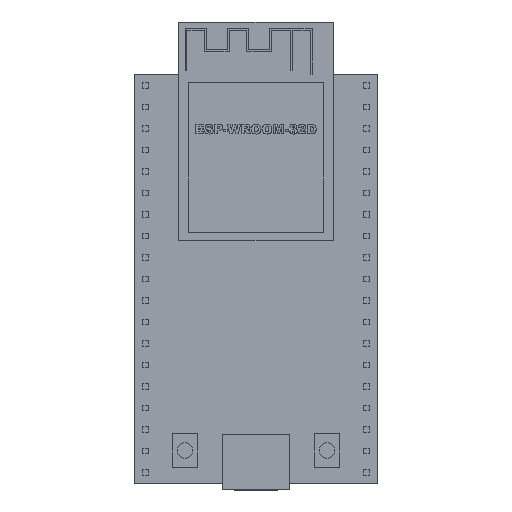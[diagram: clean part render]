
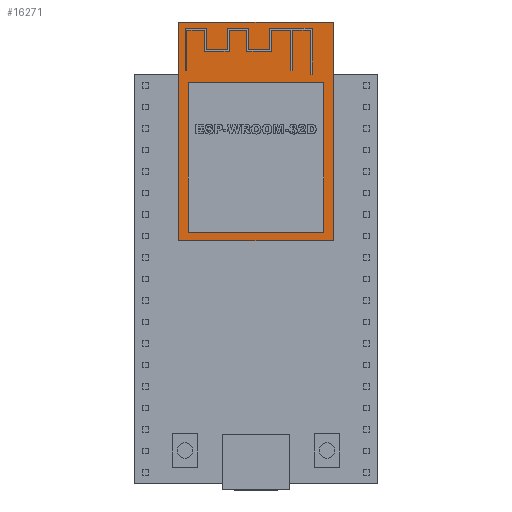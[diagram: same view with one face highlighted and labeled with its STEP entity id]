
A CAD part, top view. The second image highlights one B-rep face of the part: STEP entity #16271.
In plain terms, the highlighted planar face has unit normal (0, 0, 1).
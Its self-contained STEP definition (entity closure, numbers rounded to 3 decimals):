
#585=FACE_BOUND('',#1848,.T.);
#874=FACE_OUTER_BOUND('',#1847,.T.);
#1847=EDGE_LOOP('',(#11738,#11739,#11740,#11741));
#1848=EDGE_LOOP('',(#11742,#11743,#11744,#11745,#11746,#11747,#11748,#11749,
#11750,#11751,#11752,#11753,#11754,#11755,#11756,#11757,#11758,#11759,#11760,
#11761,#11762,#11763,#11764,#11765,#11766,#11767,#11768,#11769));
#3119=LINE('',#22257,#5164);
#3123=LINE('',#22265,#5168);
#3126=LINE('',#22271,#5171);
#3129=LINE('',#22277,#5174);
#3132=LINE('',#22283,#5177);
#3135=LINE('',#22289,#5180);
#3138=LINE('',#22295,#5183);
#3141=LINE('',#22301,#5186);
#3144=LINE('',#22307,#5189);
#3147=LINE('',#22313,#5192);
#3150=LINE('',#22319,#5195);
#3153=LINE('',#22325,#5198);
#3156=LINE('',#22331,#5201);
#3159=LINE('',#22337,#5204);
#3162=LINE('',#22343,#5207);
#3165=LINE('',#22349,#5210);
#3168=LINE('',#22355,#5213);
#3171=LINE('',#22361,#5216);
#3174=LINE('',#22367,#5219);
#3177=LINE('',#22373,#5222);
#3180=LINE('',#22379,#5225);
#3183=LINE('',#22385,#5228);
#3186=LINE('',#22391,#5231);
#3189=LINE('',#22397,#5234);
#3192=LINE('',#22403,#5237);
#3195=LINE('',#22409,#5240);
#3198=LINE('',#22415,#5243);
#3201=LINE('',#22420,#5246);
#3205=LINE('',#22430,#5250);
#3208=LINE('',#22436,#5253);
#3211=LINE('',#22442,#5256);
#3214=LINE('',#22446,#5259);
#5164=VECTOR('',#18545,10.);
#5168=VECTOR('',#18551,10.);
#5171=VECTOR('',#18556,10.);
#5174=VECTOR('',#18561,10.);
#5177=VECTOR('',#18566,10.);
#5180=VECTOR('',#18571,10.);
#5183=VECTOR('',#18576,10.);
#5186=VECTOR('',#18581,10.);
#5189=VECTOR('',#18586,10.);
#5192=VECTOR('',#18591,10.);
#5195=VECTOR('',#18596,10.);
#5198=VECTOR('',#18601,10.);
#5201=VECTOR('',#18606,10.);
#5204=VECTOR('',#18611,10.);
#5207=VECTOR('',#18616,10.);
#5210=VECTOR('',#18621,10.);
#5213=VECTOR('',#18626,10.);
#5216=VECTOR('',#18631,10.);
#5219=VECTOR('',#18636,10.);
#5222=VECTOR('',#18641,10.);
#5225=VECTOR('',#18646,10.);
#5228=VECTOR('',#18651,10.);
#5231=VECTOR('',#18656,10.);
#5234=VECTOR('',#18661,10.);
#5237=VECTOR('',#18666,10.);
#5240=VECTOR('',#18671,10.);
#5243=VECTOR('',#18676,10.);
#5246=VECTOR('',#18681,10.);
#5250=VECTOR('',#18689,10.);
#5253=VECTOR('',#18694,10.);
#5256=VECTOR('',#18699,10.);
#5259=VECTOR('',#18704,10.);
#7053=VERTEX_POINT('',#22255);
#7054=VERTEX_POINT('',#22256);
#7057=VERTEX_POINT('',#22264);
#7059=VERTEX_POINT('',#22270);
#7061=VERTEX_POINT('',#22276);
#7063=VERTEX_POINT('',#22282);
#7065=VERTEX_POINT('',#22288);
#7067=VERTEX_POINT('',#22294);
#7069=VERTEX_POINT('',#22300);
#7071=VERTEX_POINT('',#22306);
#7073=VERTEX_POINT('',#22312);
#7075=VERTEX_POINT('',#22318);
#7077=VERTEX_POINT('',#22324);
#7079=VERTEX_POINT('',#22330);
#7081=VERTEX_POINT('',#22336);
#7083=VERTEX_POINT('',#22342);
#7085=VERTEX_POINT('',#22348);
#7087=VERTEX_POINT('',#22354);
#7089=VERTEX_POINT('',#22360);
#7091=VERTEX_POINT('',#22366);
#7093=VERTEX_POINT('',#22372);
#7095=VERTEX_POINT('',#22378);
#7097=VERTEX_POINT('',#22384);
#7099=VERTEX_POINT('',#22390);
#7101=VERTEX_POINT('',#22396);
#7103=VERTEX_POINT('',#22402);
#7105=VERTEX_POINT('',#22408);
#7107=VERTEX_POINT('',#22414);
#7111=VERTEX_POINT('',#22427);
#7112=VERTEX_POINT('',#22429);
#7114=VERTEX_POINT('',#22435);
#7116=VERTEX_POINT('',#22441);
#8771=EDGE_CURVE('',#7053,#7054,#3119,.T.);
#8775=EDGE_CURVE('',#7054,#7057,#3123,.T.);
#8778=EDGE_CURVE('',#7057,#7059,#3126,.T.);
#8781=EDGE_CURVE('',#7059,#7061,#3129,.T.);
#8784=EDGE_CURVE('',#7061,#7063,#3132,.T.);
#8787=EDGE_CURVE('',#7063,#7065,#3135,.T.);
#8790=EDGE_CURVE('',#7065,#7067,#3138,.T.);
#8793=EDGE_CURVE('',#7067,#7069,#3141,.T.);
#8796=EDGE_CURVE('',#7069,#7071,#3144,.T.);
#8799=EDGE_CURVE('',#7071,#7073,#3147,.T.);
#8802=EDGE_CURVE('',#7073,#7075,#3150,.T.);
#8805=EDGE_CURVE('',#7075,#7077,#3153,.T.);
#8808=EDGE_CURVE('',#7077,#7079,#3156,.T.);
#8811=EDGE_CURVE('',#7079,#7081,#3159,.T.);
#8814=EDGE_CURVE('',#7081,#7083,#3162,.T.);
#8817=EDGE_CURVE('',#7083,#7085,#3165,.T.);
#8820=EDGE_CURVE('',#7085,#7087,#3168,.T.);
#8823=EDGE_CURVE('',#7087,#7089,#3171,.T.);
#8826=EDGE_CURVE('',#7089,#7091,#3174,.T.);
#8829=EDGE_CURVE('',#7091,#7093,#3177,.T.);
#8832=EDGE_CURVE('',#7093,#7095,#3180,.T.);
#8835=EDGE_CURVE('',#7095,#7097,#3183,.T.);
#8838=EDGE_CURVE('',#7097,#7099,#3186,.T.);
#8841=EDGE_CURVE('',#7099,#7101,#3189,.T.);
#8844=EDGE_CURVE('',#7101,#7103,#3192,.T.);
#8847=EDGE_CURVE('',#7103,#7105,#3195,.T.);
#8850=EDGE_CURVE('',#7105,#7107,#3198,.T.);
#8853=EDGE_CURVE('',#7107,#7053,#3201,.T.);
#8857=EDGE_CURVE('',#7112,#7111,#3205,.T.);
#8860=EDGE_CURVE('',#7114,#7112,#3208,.T.);
#8863=EDGE_CURVE('',#7116,#7114,#3211,.T.);
#8866=EDGE_CURVE('',#7111,#7116,#3214,.T.);
#11738=ORIENTED_EDGE('',*,*,#8866,.T.);
#11739=ORIENTED_EDGE('',*,*,#8863,.T.);
#11740=ORIENTED_EDGE('',*,*,#8860,.T.);
#11741=ORIENTED_EDGE('',*,*,#8857,.T.);
#11742=ORIENTED_EDGE('',*,*,#8771,.T.);
#11743=ORIENTED_EDGE('',*,*,#8775,.T.);
#11744=ORIENTED_EDGE('',*,*,#8778,.T.);
#11745=ORIENTED_EDGE('',*,*,#8781,.T.);
#11746=ORIENTED_EDGE('',*,*,#8784,.T.);
#11747=ORIENTED_EDGE('',*,*,#8787,.T.);
#11748=ORIENTED_EDGE('',*,*,#8790,.T.);
#11749=ORIENTED_EDGE('',*,*,#8793,.T.);
#11750=ORIENTED_EDGE('',*,*,#8796,.T.);
#11751=ORIENTED_EDGE('',*,*,#8799,.T.);
#11752=ORIENTED_EDGE('',*,*,#8802,.T.);
#11753=ORIENTED_EDGE('',*,*,#8805,.T.);
#11754=ORIENTED_EDGE('',*,*,#8808,.T.);
#11755=ORIENTED_EDGE('',*,*,#8811,.T.);
#11756=ORIENTED_EDGE('',*,*,#8814,.T.);
#11757=ORIENTED_EDGE('',*,*,#8817,.T.);
#11758=ORIENTED_EDGE('',*,*,#8820,.T.);
#11759=ORIENTED_EDGE('',*,*,#8823,.T.);
#11760=ORIENTED_EDGE('',*,*,#8826,.T.);
#11761=ORIENTED_EDGE('',*,*,#8829,.T.);
#11762=ORIENTED_EDGE('',*,*,#8832,.T.);
#11763=ORIENTED_EDGE('',*,*,#8835,.T.);
#11764=ORIENTED_EDGE('',*,*,#8838,.T.);
#11765=ORIENTED_EDGE('',*,*,#8841,.T.);
#11766=ORIENTED_EDGE('',*,*,#8844,.T.);
#11767=ORIENTED_EDGE('',*,*,#8847,.T.);
#11768=ORIENTED_EDGE('',*,*,#8850,.T.);
#11769=ORIENTED_EDGE('',*,*,#8853,.T.);
#15523=PLANE('',#17191);
#16271=ADVANCED_FACE('',(#874,#585),#15523,.T.);
#17191=AXIS2_PLACEMENT_3D('',#22447,#18705,#18706);
#18545=DIRECTION('',(0.,-1.,0.));
#18551=DIRECTION('',(-1.,0.,0.));
#18556=DIRECTION('',(0.,1.,0.));
#18561=DIRECTION('',(-1.,0.,0.));
#18566=DIRECTION('',(0.,-1.,0.));
#18571=DIRECTION('',(-1.,0.,0.));
#18576=DIRECTION('',(0.,1.,0.));
#18581=DIRECTION('',(-1.,0.,0.));
#18586=DIRECTION('',(0.,-1.,0.));
#18591=DIRECTION('',(-1.,0.,0.));
#18596=DIRECTION('',(0.,1.,0.));
#18601=DIRECTION('',(1.,0.,0.));
#18606=DIRECTION('',(0.,-1.,0.));
#18611=DIRECTION('',(1.,0.,0.));
#18616=DIRECTION('',(0.,1.,0.));
#18621=DIRECTION('',(1.,0.,0.));
#18626=DIRECTION('',(0.,-1.,0.));
#18631=DIRECTION('',(1.,0.,0.));
#18636=DIRECTION('',(0.,1.,0.));
#18641=DIRECTION('',(1.,0.,0.));
#18646=DIRECTION('',(0.,-1.,0.));
#18651=DIRECTION('',(-1.,0.,0.));
#18656=DIRECTION('',(0.,1.,0.));
#18661=DIRECTION('',(-1.,0.,0.));
#18666=DIRECTION('',(0.,-1.,0.));
#18671=DIRECTION('',(-1.,0.,0.));
#18676=DIRECTION('',(0.,1.,0.));
#18681=DIRECTION('',(-1.,0.,0.));
#18689=DIRECTION('',(0.,-1.,0.));
#18694=DIRECTION('',(-1.,0.,0.));
#18699=DIRECTION('',(0.,1.,0.));
#18704=DIRECTION('',(1.,0.,0.));
#18705=DIRECTION('center_axis',(0.,0.,1.));
#18706=DIRECTION('ref_axis',(1.,0.,0.));
#22255=CARTESIAN_POINT('',(1.817,29.3,2.4));
#22256=CARTESIAN_POINT('',(1.817,26.8,2.4));
#22257=CARTESIAN_POINT('',(1.817,22.088,2.4));
#22264=CARTESIAN_POINT('',(-1.075,26.8,2.4));
#22265=CARTESIAN_POINT('',(-0.537,26.8,2.4));
#22270=CARTESIAN_POINT('',(-1.075,29.3,2.4));
#22271=CARTESIAN_POINT('',(-1.075,23.338,2.4));
#22276=CARTESIAN_POINT('',(-3.167,29.3,2.4));
#22277=CARTESIAN_POINT('',(-1.583,29.3,2.4));
#22282=CARTESIAN_POINT('',(-3.167,26.8,2.4));
#22283=CARTESIAN_POINT('',(-3.167,22.088,2.4));
#22288=CARTESIAN_POINT('',(-6.058,26.8,2.4));
#22289=CARTESIAN_POINT('',(-3.029,26.8,2.4));
#22294=CARTESIAN_POINT('',(-6.058,29.3,2.4));
#22295=CARTESIAN_POINT('',(-6.058,23.338,2.4));
#22300=CARTESIAN_POINT('',(-8.15,29.3,2.4));
#22301=CARTESIAN_POINT('',(-4.075,29.3,2.4));
#22306=CARTESIAN_POINT('',(-8.15,24.5,2.4));
#22307=CARTESIAN_POINT('',(-8.15,20.938,2.4));
#22312=CARTESIAN_POINT('',(-8.35,24.5,2.4));
#22313=CARTESIAN_POINT('',(-4.175,24.5,2.4));
#22318=CARTESIAN_POINT('',(-8.35,29.5,2.4));
#22319=CARTESIAN_POINT('',(-8.35,23.438,2.4));
#22324=CARTESIAN_POINT('',(-5.858,29.5,2.4));
#22325=CARTESIAN_POINT('',(-2.929,29.5,2.4));
#22330=CARTESIAN_POINT('',(-5.858,27.,2.4));
#22331=CARTESIAN_POINT('',(-5.858,22.188,2.4));
#22336=CARTESIAN_POINT('',(-3.367,27.,2.4));
#22337=CARTESIAN_POINT('',(-1.683,27.,2.4));
#22342=CARTESIAN_POINT('',(-3.367,29.5,2.4));
#22343=CARTESIAN_POINT('',(-3.367,23.438,2.4));
#22348=CARTESIAN_POINT('',(-0.875,29.5,2.4));
#22349=CARTESIAN_POINT('',(-0.437,29.5,2.4));
#22354=CARTESIAN_POINT('',(-0.875,27.,2.4));
#22355=CARTESIAN_POINT('',(-0.875,22.188,2.4));
#22360=CARTESIAN_POINT('',(1.617,27.,2.4));
#22361=CARTESIAN_POINT('',(0.808,27.,2.4));
#22366=CARTESIAN_POINT('',(1.617,29.5,2.4));
#22367=CARTESIAN_POINT('',(1.617,23.438,2.4));
#22372=CARTESIAN_POINT('',(6.6,29.5,2.4));
#22373=CARTESIAN_POINT('',(3.3,29.5,2.4));
#22378=CARTESIAN_POINT('',(6.6,24.1,2.4));
#22379=CARTESIAN_POINT('',(6.6,20.738,2.4));
#22384=CARTESIAN_POINT('',(6.4,24.1,2.4));
#22385=CARTESIAN_POINT('',(3.2,24.1,2.4));
#22390=CARTESIAN_POINT('',(6.4,29.3,2.4));
#22391=CARTESIAN_POINT('',(6.4,23.338,2.4));
#22396=CARTESIAN_POINT('',(4.308,29.3,2.4));
#22397=CARTESIAN_POINT('',(2.154,29.3,2.4));
#22402=CARTESIAN_POINT('',(4.308,24.5,2.4));
#22403=CARTESIAN_POINT('',(4.308,20.938,2.4));
#22408=CARTESIAN_POINT('',(4.108,24.5,2.4));
#22409=CARTESIAN_POINT('',(2.054,24.5,2.4));
#22414=CARTESIAN_POINT('',(4.108,29.3,2.4));
#22415=CARTESIAN_POINT('',(4.108,23.338,2.4));
#22420=CARTESIAN_POINT('',(0.908,29.3,2.4));
#22427=CARTESIAN_POINT('',(-9.1,4.5,2.4));
#22429=CARTESIAN_POINT('',(-9.1,30.25,2.4));
#22430=CARTESIAN_POINT('',(-9.1,23.813,2.4));
#22435=CARTESIAN_POINT('',(9.1,30.25,2.4));
#22436=CARTESIAN_POINT('',(4.55,30.25,2.4));
#22441=CARTESIAN_POINT('',(9.1,4.5,2.4));
#22442=CARTESIAN_POINT('',(9.1,10.938,2.4));
#22446=CARTESIAN_POINT('',(-4.55,4.5,2.4));
#22447=CARTESIAN_POINT('Origin',(0.,17.375,2.4));
